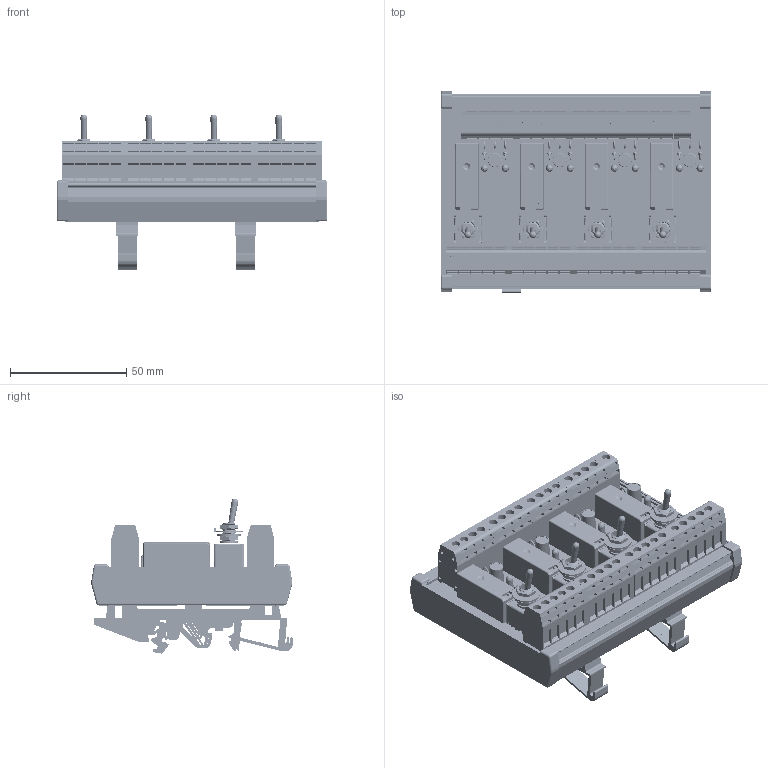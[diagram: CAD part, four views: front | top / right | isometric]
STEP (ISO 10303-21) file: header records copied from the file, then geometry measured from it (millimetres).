
FILE_DESCRIPTION(('STEP AP214'),'1');
FILE_NAME('Au4-2l.rev1.step','2022-11-21T13:18:20',(' '),(' '),'Spatial InterOp 3D','XD3DPlugin XRACreate',' ');
FILE_SCHEMA(('automotive_design'));
Length unit declared in the file: millimetre
Products named in the file (64): Submodel-AssyDefn_5; 5681_AP_1_TS_orange v1.stp; Au4-2l.rev1; Submodel-AssyDefn_3; 5683_RF_SP_1_orange v1.stp; Submodel-AssyDefn_4; 5680_RS-SP_1_109_5_mm .step; DesignRootModel; uid__9223372036854776380; PK508_1_groen.step; PK508_1_groen.xtd; Submodel-5101.X_PK508_slash_1_part_TER_slash_PK508_slash_1; PK508_1_S_groen.step; PK508_1_S_groen.xtd; Submodel-PK508_slash_1_part_PK508_slash_1; 6x11x3mm.stp; 6x11x3mm.xtd; 2; R_0_comma_25W_VERT__D1_comma_8__L3_comma_2__Pitch-2_comma_54__Spacing-0_begie.stp; R_0,25W_VERT__D1,8__L3,2__Pitch-2,54__Spacing-0_begie.xtd; Submodel-R1_slash_8W_part_R1_slash_8WA; do204-vc_p2.54_d2-5_h8 v1.step; do204-vc_p2.54_d2-5_h8 v1.xtd; Submodel-DIODE_part_DO_slash_UP_slash_254; Submodel-noModelForPart_BRUG_2511953162; placementOutline; Submodel-BRUG_2511953162_part_BRUG_slash_4E; Submodel-noModelForPart_PK508_slash_2_759238373; Submodel-PK508_slash_2_759238373_part_PK508_slash_2_slash_E; Submodel-noModelForPart_PK508_slash_4_2556648544; Submodel-PK508_slash_4_2556648544_part_PK508_slash_4; Submodel-noModelForPart_PK508_slash_3_990475962; Submodel-PK508_slash_3_990475962_part_PK508_slash_3; LED 3mm White 3mm Leads.step; LED 3mm White 3mm Leads.xtd; Submodel-LED_part_LED_slash_3MM; Double Pole Toggle Switch blue.stp; Double Pole Toggle Switch blue.xtd; Submodel-SCHAK_slash_2W_part_SCHAK_slash_2W; c-4-1393224-6-d-3d.stp ...
Assembly tree (146 placements, depth 5):
  Au4-2l.rev1
    Submodel-AssyDefn_5  x2
      5681_AP_1_TS_orange v1.stp
    Submodel-AssyDefn_3  x2
      5683_RF_SP_1_orange v1.stp
    Submodel-AssyDefn_4
      5680_RS-SP_1_109_5_mm .step
    DesignRootModel
      uid__9223372036854776380
      Submodel-5101.X_PK508_slash_1_part_TER_slash_PK508_slash_1  x28
  PK508_1_groen.step
          PK508_1_groen.xtd
      Submodel-PK508_slash_1_part_PK508_slash_1  x9
  PK508_1_S_groen.step
          PK508_1_S_groen.xtd
  2  x4
  6x11x3mm.stp
          6x11x3mm.xtd
      Submodel-R1_slash_8W_part_R1_slash_8WA  x8
  R_0_comma_25W_VERT__D1_comma_8__L3_comma_2__Pitch-2_comma_54__Spacing-0_begie.stp
          R_0,25W_VERT__D1,8__L3,2__Pitch-2,54__Spacing-0_begie.xtd
      Submodel-DIODE_part_DO_slash_UP_slash_254  x12
  do204-vc_p2.54_d2-5_h8 v1.step
          do204-vc_p2.54_d2-5_h8 v1.xtd
      Submodel-BRUG_2511953162_part_BRUG_slash_4E  x4
        Submodel-noModelForPart_BRUG_2511953162
          placementOutline
      Submodel-PK508_slash_2_759238373_part_PK508_slash_2_slash_E  x4
        Submodel-noModelForPart_PK508_slash_2_759238373
          placementOutline
          placementOutline
          placementOutline
          placementOutline
          placementOutline
      Submodel-PK508_slash_4_2556648544_part_PK508_slash_4  x4
        Submodel-noModelForPart_PK508_slash_4_2556648544
          placementOutline
          placementOutline
          placementOutline
          placementOutline
          placementOutline
          placementOutline
          placementOutline
          placementOutline
          placementOutline
      Submodel-PK508_slash_3_990475962_part_PK508_slash_3  x4
        Submodel-noModelForPart_PK508_slash_3_990475962
          placementOutline
          placementOutline
          placementOutline
          placementOutline
          placementOutline
          placementOutline
          placementOutline
      Submodel-LED_part_LED_slash_3MM  x8
  LED 3mm White 3mm Leads.step
          LED 3mm White 3mm Leads.xtd
      Submodel-SCHAK_slash_2W_part_SCHAK_slash_2W  x4
  Double Pole Toggle Switch blue.stp
          Double Pole Toggle Switch blue.xtd
Bounding box: 116.5 x 86.65 x 66.69 mm (x, y, z)
Volume: 121086.8 mm3; surface area: 139468.8 mm2
Topology: 273 solids, 1349 shells, 6730 faces, 20055 edges, 15176 vertices
Faces by surface type: plane 4582, cylinder 1626, cone 214, torus 168, bspline 120, sphere 20
Full cylindrical faces by diameter (mm): 0.5 x32, 0.8 x40, 1.25 x45, 1.45 x9, 1.53 x24, 1.55 x32, 1.7 x54, 1.8 x16, 2.5 x24, 2.52 x12, 3.04 x8, 3.6 x37, 3.81 x36, 4.445 x4, 10.211 x4
Entity records: 97107 total; most frequent: CARTESIAN_POINT 18687, DIRECTION 12680, ORIENTED_EDGE 11592, EDGE_CURVE 6529, VERTEX_POINT 4853, LINE 4284, VECTOR 4284, AXIS2_PLACEMENT_3D 4198
